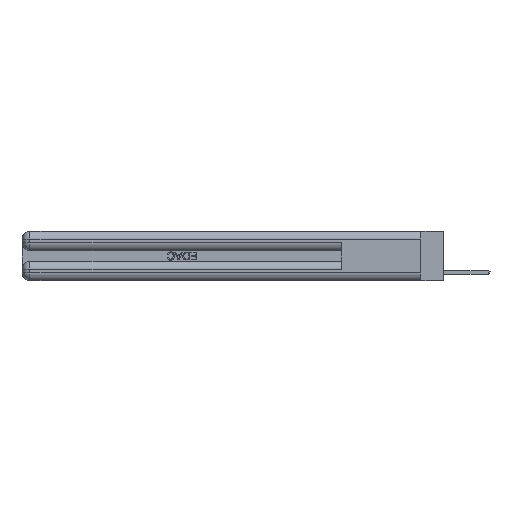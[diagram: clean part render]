
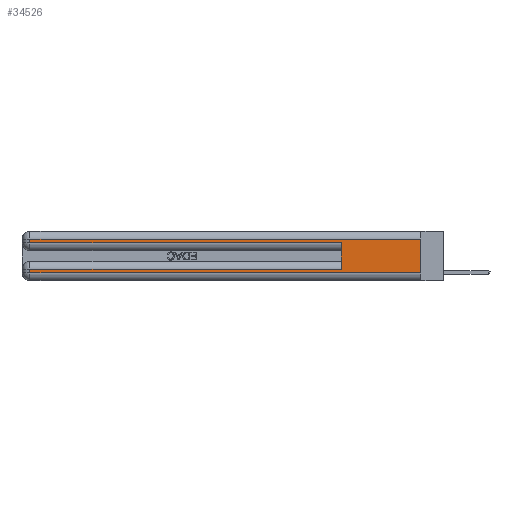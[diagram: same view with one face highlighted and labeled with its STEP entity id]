
A CAD part, left-side view. The second image highlights one B-rep face of the part: STEP entity #34526.
In plain terms, the highlighted planar face has unit normal (-1, 0, 0).
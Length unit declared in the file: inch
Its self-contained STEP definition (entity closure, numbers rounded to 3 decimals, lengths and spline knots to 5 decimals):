
#608 = LINE ( 'NONE', #11630, #12093 ) ;
#1180 = EDGE_CURVE ( 'NONE', #30370, #19631, #21482, .T. ) ;
#2008 = DIRECTION ( 'NONE',  ( 0., 0., -1. ) ) ;
#3073 = VECTOR ( 'NONE', #29343, 39.37008 ) ;
#3246 = EDGE_CURVE ( 'NONE', #5561, #35666, #28772, .T. ) ;
#4206 = DIRECTION ( 'NONE',  ( 0., -1., 0. ) ) ;
#4383 = LINE ( 'NONE', #31872, #27782 ) ;
#5561 = VERTEX_POINT ( 'NONE', #10232 ) ;
#5726 = VECTOR ( 'NONE', #20449, 39.37008 ) ;
#7445 = DIRECTION ( 'NONE',  ( 0., 0., -1. ) ) ;
#7468 = CARTESIAN_POINT ( 'NONE',  ( 0., 0.6, 0.145 ) ) ;
#7890 = DIRECTION ( 'NONE',  ( 1., 0., 0. ) ) ;
#10102 = CARTESIAN_POINT ( 'NONE',  ( 0., 2.94, 0.06 ) ) ;
#10199 = CARTESIAN_POINT ( 'NONE',  ( 0., 0., 0.31 ) ) ;
#10232 = CARTESIAN_POINT ( 'NONE',  ( 0., 0.6, 0.085 ) ) ;
#10588 = FACE_OUTER_BOUND ( 'NONE', #28305, .T. ) ;
#10996 = CARTESIAN_POINT ( 'NONE',  ( 0., 2.94, 0.085 ) ) ;
#11630 = CARTESIAN_POINT ( 'NONE',  ( 0., 0., 0.06 ) ) ;
#11908 = VERTEX_POINT ( 'NONE', #29237 ) ;
#12093 = VECTOR ( 'NONE', #22643, 39.37008 ) ;
#12125 = VECTOR ( 'NONE', #34610, 39.37008 ) ;
#12814 = CARTESIAN_POINT ( 'NONE',  ( 0., 0., 0.37 ) ) ;
#15037 = CARTESIAN_POINT ( 'NONE',  ( 0., 0., 0.085 ) ) ;
#15078 = ORIENTED_EDGE ( 'NONE', *, *, #22303, .T. ) ;
#15927 = CARTESIAN_POINT ( 'NONE',  ( 0., 2.94, 0.37 ) ) ;
#16700 = ORIENTED_EDGE ( 'NONE', *, *, #23613, .T. ) ;
#16990 = ORIENTED_EDGE ( 'NONE', *, *, #3246, .T. ) ;
#17596 = EDGE_CURVE ( 'NONE', #29455, #11908, #24892, .T. ) ;
#17837 = CARTESIAN_POINT ( 'NONE',  ( 0., 0., 0.06 ) ) ;
#18906 = DIRECTION ( 'NONE',  ( 0., 0., -1. ) ) ;
#18992 = ORIENTED_EDGE ( 'NONE', *, *, #33352, .F. ) ;
#19518 = VECTOR ( 'NONE', #7445, 39.37008 ) ;
#19631 = VERTEX_POINT ( 'NONE', #17837 ) ;
#20405 = VERTEX_POINT ( 'NONE', #10102 ) ;
#20449 = DIRECTION ( 'NONE',  ( 0., 1., 0. ) ) ;
#21063 = VECTOR ( 'NONE', #32341, 39.37008 ) ;
#21482 = LINE ( 'NONE', #12814, #21063 ) ;
#21619 = PLANE ( 'NONE',  #29715 ) ;
#22031 = ORIENTED_EDGE ( 'NONE', *, *, #17596, .T. ) ;
#22303 = EDGE_CURVE ( 'NONE', #35666, #20405, #32206, .T. ) ;
#22643 = DIRECTION ( 'NONE',  ( 0., -1., 0. ) ) ;
#23390 = CARTESIAN_POINT ( 'NONE',  ( 0., 2.94, 0.31 ) ) ;
#23585 = ORIENTED_EDGE ( 'NONE', *, *, #25285, .T. ) ;
#23613 = EDGE_CURVE ( 'NONE', #30370, #29455, #29196, .T. ) ;
#23899 = EDGE_CURVE ( 'NONE', #20405, #19631, #608, .T. ) ;
#24000 = ORIENTED_EDGE ( 'NONE', *, *, #23899, .T. ) ;
#24524 = VERTEX_POINT ( 'NONE', #32662 ) ;
#24892 = LINE ( 'NONE', #30868, #25749 ) ;
#25285 = EDGE_CURVE ( 'NONE', #11908, #24524, #4383, .T. ) ;
#25749 = VECTOR ( 'NONE', #2008, 39.37008 ) ;
#27415 = CARTESIAN_POINT ( 'NONE',  ( 0., 0., 0.31 ) ) ;
#27782 = VECTOR ( 'NONE', #4206, 39.37008 ) ;
#28305 = EDGE_LOOP ( 'NONE', ( #32965, #16700, #22031, #23585, #18992, #16990, #15078, #24000 ) ) ;
#28772 = LINE ( 'NONE', #15037, #5726 ) ;
#29166 = LINE ( 'NONE', #7468, #3073 ) ;
#29196 = LINE ( 'NONE', #10199, #12125 ) ;
#29237 = CARTESIAN_POINT ( 'NONE',  ( 0., 2.94, 0.285 ) ) ;
#29343 = DIRECTION ( 'NONE',  ( 0., 0., 1. ) ) ;
#29455 = VERTEX_POINT ( 'NONE', #23390 ) ;
#29715 = AXIS2_PLACEMENT_3D ( 'NONE', #30122, #7890, #18906 ) ;
#30122 = CARTESIAN_POINT ( 'NONE',  ( 0., 0., 0.37 ) ) ;
#30370 = VERTEX_POINT ( 'NONE', #27415 ) ;
#30868 = CARTESIAN_POINT ( 'NONE',  ( 0., 2.94, 0.37 ) ) ;
#31872 = CARTESIAN_POINT ( 'NONE',  ( 0., 0., 0.285 ) ) ;
#32206 = LINE ( 'NONE', #15927, #19518 ) ;
#32341 = DIRECTION ( 'NONE',  ( 0., 0., -1. ) ) ;
#32662 = CARTESIAN_POINT ( 'NONE',  ( 0., 0.6, 0.285 ) ) ;
#32965 = ORIENTED_EDGE ( 'NONE', *, *, #1180, .F. ) ;
#33352 = EDGE_CURVE ( 'NONE', #5561, #24524, #29166, .T. ) ;
#34526 = ADVANCED_FACE ( 'NONE', ( #10588 ), #21619, .F. ) ;
#34610 = DIRECTION ( 'NONE',  ( 0., 1., 0. ) ) ;
#35666 = VERTEX_POINT ( 'NONE', #10996 ) ;
